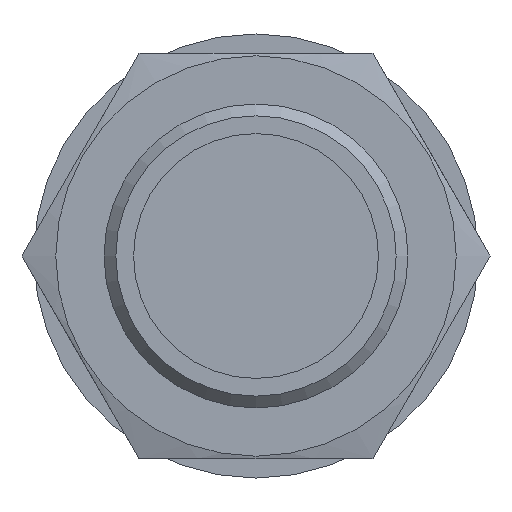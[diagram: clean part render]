
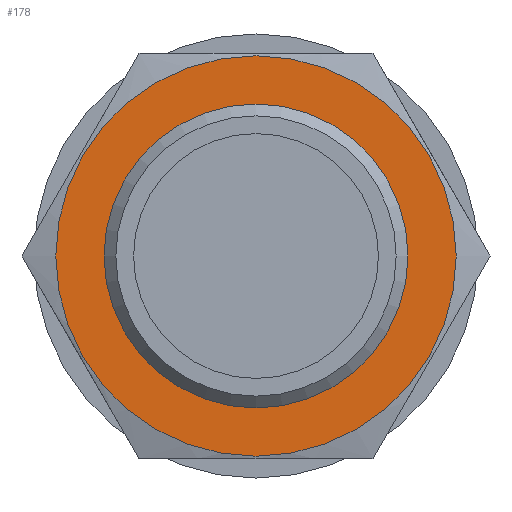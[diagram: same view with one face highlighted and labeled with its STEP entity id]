
A CAD part, left-side view. The second image highlights one B-rep face of the part: STEP entity #178.
In plain terms, the highlighted planar face has unit normal (-1, 0, 0).
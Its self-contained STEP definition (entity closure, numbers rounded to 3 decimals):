
#178 = ADVANCED_FACE( '', ( #400, #401 ), #402, .F. );
#400 = FACE_BOUND( '', #9312, .T. );
#401 = FACE_OUTER_BOUND( '', #9313, .T. );
#402 = PLANE( '', #9314 );
#9312 = EDGE_LOOP( '', ( #15481 ) );
#9313 = EDGE_LOOP( '', ( #15482 ) );
#9314 = AXIS2_PLACEMENT_3D( '', #15483, #15484, #15485 );
#15481 = ORIENTED_EDGE( '', *, *, #15758, .F. );
#15482 = ORIENTED_EDGE( '', *, *, #15864, .F. );
#15483 = CARTESIAN_POINT( '', ( -108., 20.785, 12. ) );
#15484 = DIRECTION( '', ( 1., 0., 0. ) );
#15485 = DIRECTION( '', ( 0., 0., -1. ) );
#15758 = EDGE_CURVE( '', #15979, #15979, #15980, .F. );
#15864 = EDGE_CURVE( '', #16143, #16143, #16144, .T. );
#15979 = VERTEX_POINT( '', #16418 );
#15980 = CIRCLE( '', #16419, 9. );
#16143 = VERTEX_POINT( '', #19045 );
#16144 = CIRCLE( '', #19046, 11.856 );
#16418 = CARTESIAN_POINT( '', ( -108., 9., 0. ) );
#16419 = AXIS2_PLACEMENT_3D( '', #20050, #20051, #20052 );
#19045 = CARTESIAN_POINT( '', ( -108., 0., -11.856 ) );
#19046 = AXIS2_PLACEMENT_3D( '', #20147, #20148, #20149 );
#20050 = CARTESIAN_POINT( '', ( -108., 0., 0. ) );
#20051 = DIRECTION( '', ( 1., 0., 0. ) );
#20052 = DIRECTION( '', ( 0., 1., 0. ) );
#20147 = CARTESIAN_POINT( '', ( -108., 0., 0. ) );
#20148 = DIRECTION( '', ( 1., 0., 0. ) );
#20149 = DIRECTION( '', ( 0., 0., -1. ) );
